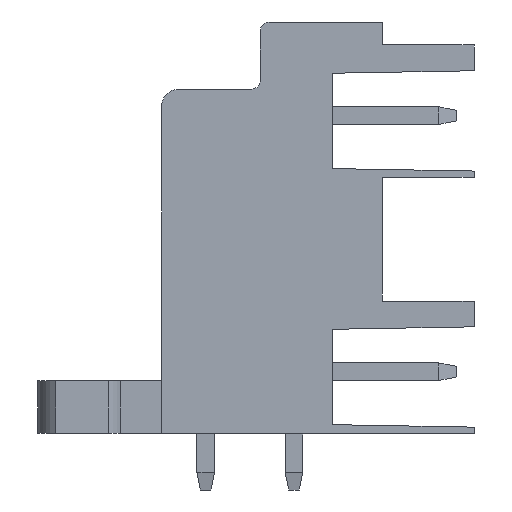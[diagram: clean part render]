
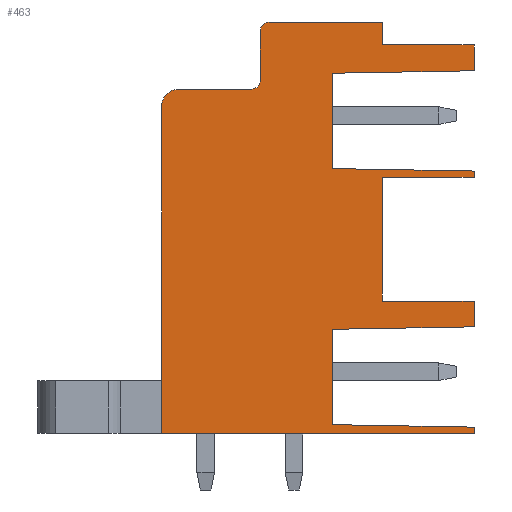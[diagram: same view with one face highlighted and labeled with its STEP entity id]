
A CAD part, left-side view. The second image highlights one B-rep face of the part: STEP entity #463.
In plain terms, the highlighted planar face has unit normal (-1, 0, 0).
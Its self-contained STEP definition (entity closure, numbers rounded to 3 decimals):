
#291=AXIS2_PLACEMENT_3D('Plane Axis2P3D',#288,#289,#290) ;
#393=AXIS2_PLACEMENT_3D('Circle Axis2P3D',#391,#392,$) ;
#407=AXIS2_PLACEMENT_3D('Circle Axis2P3D',#405,#406,$) ;
#421=AXIS2_PLACEMENT_3D('Circle Axis2P3D',#419,#420,$) ;
#49=CARTESIAN_POINT('Vertex',(0.,0.,3.56)) ;
#52=CARTESIAN_POINT('Line Origine',(0.,0.,3.38)) ;
#56=CARTESIAN_POINT('Vertex',(0.,0.,3.2)) ;
#272=CARTESIAN_POINT('Vertex',(0.,8.,3.7)) ;
#275=CARTESIAN_POINT('Line Origine',(0.,4.,3.63)) ;
#288=CARTESIAN_POINT('Axis2P3D Location',(0.,0.,0.)) ;
#293=CARTESIAN_POINT('Line Origine',(0.,8.,6.4)) ;
#297=CARTESIAN_POINT('Vertex',(0.,8.,9.1)) ;
#300=CARTESIAN_POINT('Line Origine',(0.,4.,9.17)) ;
#304=CARTESIAN_POINT('Vertex',(0.,0.,9.24)) ;
#307=CARTESIAN_POINT('Line Origine',(0.,0.,9.97)) ;
#311=CARTESIAN_POINT('Vertex',(0.,0.,10.7)) ;
#314=CARTESIAN_POINT('Line Origine',(0.,2.6,10.7)) ;
#318=CARTESIAN_POINT('Vertex',(0.,5.2,10.7)) ;
#321=CARTESIAN_POINT('Line Origine',(0.,5.2,14.2)) ;
#325=CARTESIAN_POINT('Vertex',(0.,5.2,17.7)) ;
#328=CARTESIAN_POINT('Line Origine',(0.,2.6,17.7)) ;
#332=CARTESIAN_POINT('Vertex',(0.,0.,17.7)) ;
#335=CARTESIAN_POINT('Line Origine',(0.,0.,17.88)) ;
#339=CARTESIAN_POINT('Vertex',(0.,0.,18.06)) ;
#342=CARTESIAN_POINT('Line Origine',(0.,4.,18.13)) ;
#346=CARTESIAN_POINT('Vertex',(0.,8.,18.2)) ;
#349=CARTESIAN_POINT('Line Origine',(0.,8.,20.9)) ;
#353=CARTESIAN_POINT('Vertex',(0.,8.,23.6)) ;
#356=CARTESIAN_POINT('Line Origine',(0.,4.,23.67)) ;
#360=CARTESIAN_POINT('Vertex',(0.,0.,23.74)) ;
#363=CARTESIAN_POINT('Line Origine',(0.,0.,24.47)) ;
#367=CARTESIAN_POINT('Vertex',(0.,0.,25.2)) ;
#370=CARTESIAN_POINT('Line Origine',(0.,2.6,25.2)) ;
#374=CARTESIAN_POINT('Vertex',(0.,5.2,25.2)) ;
#377=CARTESIAN_POINT('Line Origine',(0.,5.2,25.85)) ;
#381=CARTESIAN_POINT('Vertex',(0.,5.2,26.5)) ;
#384=CARTESIAN_POINT('Line Origine',(0.,8.4,26.5)) ;
#388=CARTESIAN_POINT('Vertex',(0.,11.6,26.5)) ;
#391=CARTESIAN_POINT('Axis2P3D Location',(0.,11.6,26.)) ;
#395=CARTESIAN_POINT('Vertex',(0.,12.1,26.)) ;
#398=CARTESIAN_POINT('Line Origine',(0.,12.1,24.6)) ;
#402=CARTESIAN_POINT('Vertex',(0.,12.1,23.2)) ;
#405=CARTESIAN_POINT('Axis2P3D Location',(0.,12.6,23.2)) ;
#409=CARTESIAN_POINT('Vertex',(0.,12.6,22.7)) ;
#412=CARTESIAN_POINT('Line Origine',(0.,14.65,22.7)) ;
#416=CARTESIAN_POINT('Vertex',(0.,16.7,22.7)) ;
#419=CARTESIAN_POINT('Axis2P3D Location',(0.,16.7,21.7)) ;
#423=CARTESIAN_POINT('Vertex',(0.,17.7,21.7)) ;
#426=CARTESIAN_POINT('Line Origine',(0.,17.7,12.45)) ;
#430=CARTESIAN_POINT('Vertex',(0.,17.7,3.2)) ;
#433=CARTESIAN_POINT('Line Origine',(0.,8.85,3.2)) ;
#53=DIRECTION('Vector Direction',(0.,0.,-1.)) ;
#276=DIRECTION('Vector Direction',(0.,-1.,-0.017)) ;
#289=DIRECTION('Axis2P3D Direction',(-1.,0.,0.)) ;
#290=DIRECTION('Axis2P3D XDirection',(0.,-1.,0.)) ;
#294=DIRECTION('Vector Direction',(0.,0.,-1.)) ;
#301=DIRECTION('Vector Direction',(0.,1.,-0.017)) ;
#308=DIRECTION('Vector Direction',(0.,0.,-1.)) ;
#315=DIRECTION('Vector Direction',(0.,-1.,0.)) ;
#322=DIRECTION('Vector Direction',(0.,0.,-1.)) ;
#329=DIRECTION('Vector Direction',(0.,1.,0.)) ;
#336=DIRECTION('Vector Direction',(0.,0.,-1.)) ;
#343=DIRECTION('Vector Direction',(0.,-1.,-0.017)) ;
#350=DIRECTION('Vector Direction',(0.,0.,-1.)) ;
#357=DIRECTION('Vector Direction',(0.,1.,-0.017)) ;
#364=DIRECTION('Vector Direction',(0.,0.,-1.)) ;
#371=DIRECTION('Vector Direction',(0.,-1.,0.)) ;
#378=DIRECTION('Vector Direction',(0.,0.,-1.)) ;
#385=DIRECTION('Vector Direction',(0.,-1.,0.)) ;
#392=DIRECTION('Axis2P3D Direction',(-1.,0.,0.)) ;
#399=DIRECTION('Vector Direction',(0.,0.,1.)) ;
#406=DIRECTION('Axis2P3D Direction',(-1.,0.,0.)) ;
#413=DIRECTION('Vector Direction',(0.,-1.,0.)) ;
#420=DIRECTION('Axis2P3D Direction',(-1.,0.,0.)) ;
#427=DIRECTION('Vector Direction',(0.,0.,1.)) ;
#434=DIRECTION('Vector Direction',(0.,1.,0.)) ;
#54=VECTOR('Line Direction',#53,1.) ;
#277=VECTOR('Line Direction',#276,1.) ;
#295=VECTOR('Line Direction',#294,1.) ;
#302=VECTOR('Line Direction',#301,1.) ;
#309=VECTOR('Line Direction',#308,1.) ;
#316=VECTOR('Line Direction',#315,1.) ;
#323=VECTOR('Line Direction',#322,1.) ;
#330=VECTOR('Line Direction',#329,1.) ;
#337=VECTOR('Line Direction',#336,1.) ;
#344=VECTOR('Line Direction',#343,1.) ;
#351=VECTOR('Line Direction',#350,1.) ;
#358=VECTOR('Line Direction',#357,1.) ;
#365=VECTOR('Line Direction',#364,1.) ;
#372=VECTOR('Line Direction',#371,1.) ;
#379=VECTOR('Line Direction',#378,1.) ;
#386=VECTOR('Line Direction',#385,1.) ;
#400=VECTOR('Line Direction',#399,1.) ;
#414=VECTOR('Line Direction',#413,1.) ;
#428=VECTOR('Line Direction',#427,1.) ;
#435=VECTOR('Line Direction',#434,1.) ;
#439=ORIENTED_EDGE('',*,*,#58,.T.) ;
#440=ORIENTED_EDGE('',*,*,#279,.T.) ;
#441=ORIENTED_EDGE('',*,*,#299,.T.) ;
#442=ORIENTED_EDGE('',*,*,#306,.T.) ;
#443=ORIENTED_EDGE('',*,*,#313,.T.) ;
#444=ORIENTED_EDGE('',*,*,#320,.T.) ;
#445=ORIENTED_EDGE('',*,*,#327,.T.) ;
#446=ORIENTED_EDGE('',*,*,#334,.T.) ;
#447=ORIENTED_EDGE('',*,*,#341,.T.) ;
#448=ORIENTED_EDGE('',*,*,#348,.T.) ;
#449=ORIENTED_EDGE('',*,*,#355,.T.) ;
#450=ORIENTED_EDGE('',*,*,#362,.T.) ;
#451=ORIENTED_EDGE('',*,*,#369,.T.) ;
#452=ORIENTED_EDGE('',*,*,#376,.T.) ;
#453=ORIENTED_EDGE('',*,*,#383,.T.) ;
#454=ORIENTED_EDGE('',*,*,#390,.T.) ;
#455=ORIENTED_EDGE('',*,*,#397,.T.) ;
#456=ORIENTED_EDGE('',*,*,#404,.T.) ;
#457=ORIENTED_EDGE('',*,*,#411,.T.) ;
#458=ORIENTED_EDGE('',*,*,#418,.T.) ;
#459=ORIENTED_EDGE('',*,*,#425,.T.) ;
#460=ORIENTED_EDGE('',*,*,#432,.T.) ;
#461=ORIENTED_EDGE('',*,*,#437,.T.) ;
#463=ADVANCED_FACE('Housing',(#462),#292,.T.) ;
#394=CIRCLE('generated circle',#393,0.5) ;
#408=CIRCLE('generated circle',#407,0.5) ;
#422=CIRCLE('generated circle',#421,1.) ;
#58=EDGE_CURVE('',#57,#50,#55,.F.) ;
#279=EDGE_CURVE('',#50,#273,#278,.F.) ;
#299=EDGE_CURVE('',#273,#298,#296,.F.) ;
#306=EDGE_CURVE('',#298,#305,#303,.F.) ;
#313=EDGE_CURVE('',#305,#312,#310,.F.) ;
#320=EDGE_CURVE('',#312,#319,#317,.F.) ;
#327=EDGE_CURVE('',#319,#326,#324,.F.) ;
#334=EDGE_CURVE('',#326,#333,#331,.F.) ;
#341=EDGE_CURVE('',#333,#340,#338,.F.) ;
#348=EDGE_CURVE('',#340,#347,#345,.F.) ;
#355=EDGE_CURVE('',#347,#354,#352,.F.) ;
#362=EDGE_CURVE('',#354,#361,#359,.F.) ;
#369=EDGE_CURVE('',#361,#368,#366,.F.) ;
#376=EDGE_CURVE('',#368,#375,#373,.F.) ;
#383=EDGE_CURVE('',#375,#382,#380,.F.) ;
#390=EDGE_CURVE('',#382,#389,#387,.F.) ;
#397=EDGE_CURVE('',#389,#396,#394,.T.) ;
#404=EDGE_CURVE('',#396,#403,#401,.F.) ;
#411=EDGE_CURVE('',#403,#410,#408,.F.) ;
#418=EDGE_CURVE('',#410,#417,#415,.F.) ;
#425=EDGE_CURVE('',#417,#424,#422,.T.) ;
#432=EDGE_CURVE('',#424,#431,#429,.F.) ;
#437=EDGE_CURVE('',#431,#57,#436,.F.) ;
#438=EDGE_LOOP('',(#439,#440,#441,#442,#443,#444,#445,#446,#447,#448,#449,#450,#451,#452,#453,#454,#455,#456,#457,#458,#459,#460,#461)) ;
#462=FACE_OUTER_BOUND('',#438,.T.) ;
#55=LINE('Line',#52,#54) ;
#278=LINE('Line',#275,#277) ;
#296=LINE('Line',#293,#295) ;
#303=LINE('Line',#300,#302) ;
#310=LINE('Line',#307,#309) ;
#317=LINE('Line',#314,#316) ;
#324=LINE('Line',#321,#323) ;
#331=LINE('Line',#328,#330) ;
#338=LINE('Line',#335,#337) ;
#345=LINE('Line',#342,#344) ;
#352=LINE('Line',#349,#351) ;
#359=LINE('Line',#356,#358) ;
#366=LINE('Line',#363,#365) ;
#373=LINE('Line',#370,#372) ;
#380=LINE('Line',#377,#379) ;
#387=LINE('Line',#384,#386) ;
#401=LINE('Line',#398,#400) ;
#415=LINE('Line',#412,#414) ;
#429=LINE('Line',#426,#428) ;
#436=LINE('Line',#433,#435) ;
#292=PLANE('',#291) ;
#50=VERTEX_POINT('',#49) ;
#57=VERTEX_POINT('',#56) ;
#273=VERTEX_POINT('',#272) ;
#298=VERTEX_POINT('',#297) ;
#305=VERTEX_POINT('',#304) ;
#312=VERTEX_POINT('',#311) ;
#319=VERTEX_POINT('',#318) ;
#326=VERTEX_POINT('',#325) ;
#333=VERTEX_POINT('',#332) ;
#340=VERTEX_POINT('',#339) ;
#347=VERTEX_POINT('',#346) ;
#354=VERTEX_POINT('',#353) ;
#361=VERTEX_POINT('',#360) ;
#368=VERTEX_POINT('',#367) ;
#375=VERTEX_POINT('',#374) ;
#382=VERTEX_POINT('',#381) ;
#389=VERTEX_POINT('',#388) ;
#396=VERTEX_POINT('',#395) ;
#403=VERTEX_POINT('',#402) ;
#410=VERTEX_POINT('',#409) ;
#417=VERTEX_POINT('',#416) ;
#424=VERTEX_POINT('',#423) ;
#431=VERTEX_POINT('',#430) ;
